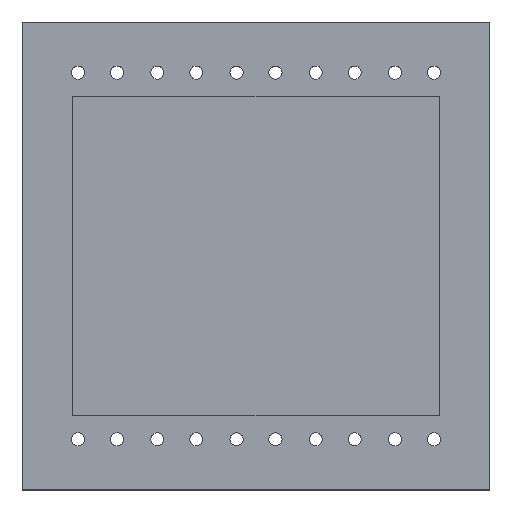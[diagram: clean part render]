
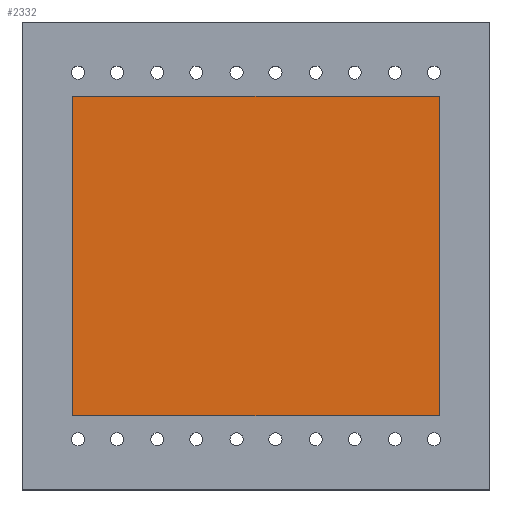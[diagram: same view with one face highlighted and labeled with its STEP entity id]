
A CAD part, top view. The second image highlights one B-rep face of the part: STEP entity #2332.
In plain terms, the highlighted planar face has unit normal (0, 0, 1).
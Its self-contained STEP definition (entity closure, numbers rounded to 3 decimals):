
#499 = PLANE('',#500);
#500 = AXIS2_PLACEMENT_3D('',#501,#502,#503);
#501 = CARTESIAN_POINT('',(-11.75,-10.25,0.05));
#502 = DIRECTION('',(0.,1.,0.));
#503 = DIRECTION('',(0.,0.,1.));
#525 = PLANE('',#526);
#526 = AXIS2_PLACEMENT_3D('',#527,#528,#529);
#527 = CARTESIAN_POINT('',(-11.75,-10.25,0.05));
#528 = DIRECTION('',(1.,0.,0.));
#529 = DIRECTION('',(0.,0.,1.));
#551 = PLANE('',#552);
#552 = AXIS2_PLACEMENT_3D('',#553,#554,#555);
#553 = CARTESIAN_POINT('',(-11.75,10.25,0.05));
#554 = DIRECTION('',(0.,1.,0.));
#555 = DIRECTION('',(0.,0.,1.));
#575 = PLANE('',#576);
#576 = AXIS2_PLACEMENT_3D('',#577,#578,#579);
#577 = CARTESIAN_POINT('',(11.75,-10.25,0.05));
#578 = DIRECTION('',(1.,0.,0.));
#579 = DIRECTION('',(0.,0.,1.));
#1785 = VERTEX_POINT('',#1786);
#1786 = CARTESIAN_POINT('',(11.75,-10.25,0.05));
#1807 = EDGE_CURVE('',#1808,#1785,#1810,.T.);
#1808 = VERTEX_POINT('',#1809);
#1809 = CARTESIAN_POINT('',(-11.75,-10.25,0.05));
#1810 = SURFACE_CURVE('',#1811,(#1815,#1822),.PCURVE_S1.);
#1811 = LINE('',#1812,#1813);
#1812 = CARTESIAN_POINT('',(-11.75,-10.25,0.05));
#1813 = VECTOR('',#1814,1.);
#1814 = DIRECTION('',(1.,0.,0.));
#1815 = PCURVE('',#499,#1816);
#1816 = DEFINITIONAL_REPRESENTATION('',(#1817),#1821);
#1817 = LINE('',#1818,#1819);
#1818 = CARTESIAN_POINT('',(0.,0.));
#1819 = VECTOR('',#1820,1.);
#1820 = DIRECTION('',(0.,1.));
#1821 = ( GEOMETRIC_REPRESENTATION_CONTEXT(2) 
PARAMETRIC_REPRESENTATION_CONTEXT() REPRESENTATION_CONTEXT('2D SPACE',''
  ) );
#1822 = PCURVE('',#1823,#1828);
#1823 = PLANE('',#1824);
#1824 = AXIS2_PLACEMENT_3D('',#1825,#1826,#1827);
#1825 = CARTESIAN_POINT('',(-11.75,-10.25,0.05));
#1826 = DIRECTION('',(0.,0.,1.));
#1827 = DIRECTION('',(1.,0.,0.));
#1828 = DEFINITIONAL_REPRESENTATION('',(#1829),#1833);
#1829 = LINE('',#1830,#1831);
#1830 = CARTESIAN_POINT('',(0.,0.));
#1831 = VECTOR('',#1832,1.);
#1832 = DIRECTION('',(1.,0.));
#1833 = ( GEOMETRIC_REPRESENTATION_CONTEXT(2) 
PARAMETRIC_REPRESENTATION_CONTEXT() REPRESENTATION_CONTEXT('2D SPACE',''
  ) );
#1861 = EDGE_CURVE('',#1785,#1862,#1864,.T.);
#1862 = VERTEX_POINT('',#1863);
#1863 = CARTESIAN_POINT('',(11.75,10.25,0.05));
#1864 = SURFACE_CURVE('',#1865,(#1869,#1876),.PCURVE_S1.);
#1865 = LINE('',#1866,#1867);
#1866 = CARTESIAN_POINT('',(11.75,-10.25,0.05));
#1867 = VECTOR('',#1868,1.);
#1868 = DIRECTION('',(0.,1.,0.));
#1869 = PCURVE('',#575,#1870);
#1870 = DEFINITIONAL_REPRESENTATION('',(#1871),#1875);
#1871 = LINE('',#1872,#1873);
#1872 = CARTESIAN_POINT('',(0.,0.));
#1873 = VECTOR('',#1874,1.);
#1874 = DIRECTION('',(0.,-1.));
#1875 = ( GEOMETRIC_REPRESENTATION_CONTEXT(2) 
PARAMETRIC_REPRESENTATION_CONTEXT() REPRESENTATION_CONTEXT('2D SPACE',''
  ) );
#1876 = PCURVE('',#1823,#1877);
#1877 = DEFINITIONAL_REPRESENTATION('',(#1878),#1882);
#1878 = LINE('',#1879,#1880);
#1879 = CARTESIAN_POINT('',(23.5,0.));
#1880 = VECTOR('',#1881,1.);
#1881 = DIRECTION('',(0.,1.));
#1882 = ( GEOMETRIC_REPRESENTATION_CONTEXT(2) 
PARAMETRIC_REPRESENTATION_CONTEXT() REPRESENTATION_CONTEXT('2D SPACE',''
  ) );
#1910 = EDGE_CURVE('',#1808,#1911,#1913,.T.);
#1911 = VERTEX_POINT('',#1912);
#1912 = CARTESIAN_POINT('',(-11.75,10.25,0.05));
#1913 = SURFACE_CURVE('',#1914,(#1918,#1925),.PCURVE_S1.);
#1914 = LINE('',#1915,#1916);
#1915 = CARTESIAN_POINT('',(-11.75,-10.25,0.05));
#1916 = VECTOR('',#1917,1.);
#1917 = DIRECTION('',(0.,1.,0.));
#1918 = PCURVE('',#525,#1919);
#1919 = DEFINITIONAL_REPRESENTATION('',(#1920),#1924);
#1920 = LINE('',#1921,#1922);
#1921 = CARTESIAN_POINT('',(0.,0.));
#1922 = VECTOR('',#1923,1.);
#1923 = DIRECTION('',(0.,-1.));
#1924 = ( GEOMETRIC_REPRESENTATION_CONTEXT(2) 
PARAMETRIC_REPRESENTATION_CONTEXT() REPRESENTATION_CONTEXT('2D SPACE',''
  ) );
#1925 = PCURVE('',#1823,#1926);
#1926 = DEFINITIONAL_REPRESENTATION('',(#1927),#1931);
#1927 = LINE('',#1928,#1929);
#1928 = CARTESIAN_POINT('',(0.,0.));
#1929 = VECTOR('',#1930,1.);
#1930 = DIRECTION('',(0.,1.));
#1931 = ( GEOMETRIC_REPRESENTATION_CONTEXT(2) 
PARAMETRIC_REPRESENTATION_CONTEXT() REPRESENTATION_CONTEXT('2D SPACE',''
  ) );
#1959 = EDGE_CURVE('',#1911,#1862,#1960,.T.);
#1960 = SURFACE_CURVE('',#1961,(#1965,#1972),.PCURVE_S1.);
#1961 = LINE('',#1962,#1963);
#1962 = CARTESIAN_POINT('',(-11.75,10.25,0.05));
#1963 = VECTOR('',#1964,1.);
#1964 = DIRECTION('',(1.,0.,0.));
#1965 = PCURVE('',#551,#1966);
#1966 = DEFINITIONAL_REPRESENTATION('',(#1967),#1971);
#1967 = LINE('',#1968,#1969);
#1968 = CARTESIAN_POINT('',(0.,0.));
#1969 = VECTOR('',#1970,1.);
#1970 = DIRECTION('',(0.,1.));
#1971 = ( GEOMETRIC_REPRESENTATION_CONTEXT(2) 
PARAMETRIC_REPRESENTATION_CONTEXT() REPRESENTATION_CONTEXT('2D SPACE',''
  ) );
#1972 = PCURVE('',#1823,#1973);
#1973 = DEFINITIONAL_REPRESENTATION('',(#1974),#1978);
#1974 = LINE('',#1975,#1976);
#1975 = CARTESIAN_POINT('',(0.,20.5));
#1976 = VECTOR('',#1977,1.);
#1977 = DIRECTION('',(1.,0.));
#1978 = ( GEOMETRIC_REPRESENTATION_CONTEXT(2) 
PARAMETRIC_REPRESENTATION_CONTEXT() REPRESENTATION_CONTEXT('2D SPACE',''
  ) );
#2332 = ADVANCED_FACE('',(#2333),#1823,.T.);
#2333 = FACE_BOUND('',#2334,.T.);
#2334 = EDGE_LOOP('',(#2335,#2336,#2337,#2338));
#2335 = ORIENTED_EDGE('',*,*,#1910,.F.);
#2336 = ORIENTED_EDGE('',*,*,#1807,.T.);
#2337 = ORIENTED_EDGE('',*,*,#1861,.T.);
#2338 = ORIENTED_EDGE('',*,*,#1959,.F.);
